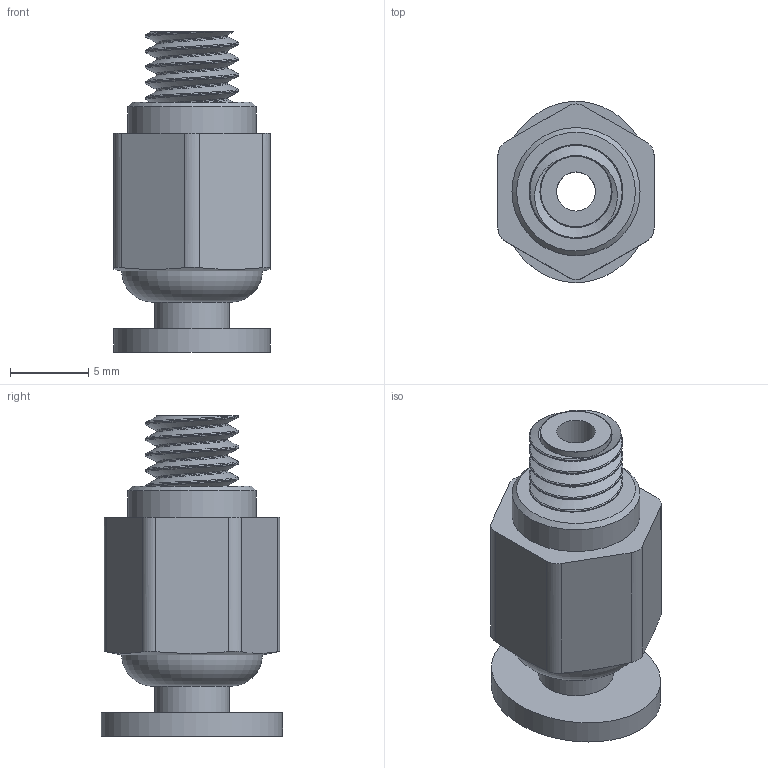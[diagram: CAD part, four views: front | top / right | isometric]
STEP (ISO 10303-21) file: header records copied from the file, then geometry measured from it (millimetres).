
FILE_DESCRIPTION(/* description */ (''),/* implementation_level */ '2;1');
FILE_NAME(/* name */ 'fitting.stp',/* time_stamp */ '2020-11-19T20:23:34+03:00',/* author */ ('Max'),/* organization */ (''),/* preprocessor_version */ 'ST-DEVELOPER v16.5',/* originating_system */ 'Autodesk Inventor 2017',/* authorisation */ '');
FILE_SCHEMA (('AUTOMOTIVE_DESIGN { 1 0 10303 214 3 1 1 }'));
Length unit declared in the file: millimetre
Products named in the file (1): fitting
Bounding box: 10 x 11.6 x 20.5 mm (x, y, z)
Volume: 1051.6 mm3; surface area: 1393.3 mm2
Topology: 2 solids, 2 shells, 39 faces, 89 edges, 59 vertices
Faces by surface type: plane 15, cylinder 14, bspline 7, cone 2, torus 1
Full cylindrical faces by diameter (mm): 2.5 x1, 4.2 x1, 4.517 x2, 4.8 x1, 5 x1, 8.2 x1
Entity records: 2977 total; most frequent: CARTESIAN_POINT 2174, ORIENTED_EDGE 152, DIRECTION 136, EDGE_CURVE 76, AXIS2_PLACEMENT_3D 59, EDGE_LOOP 58, VERTEX_POINT 56, FACE_OUTER_BOUND 39
